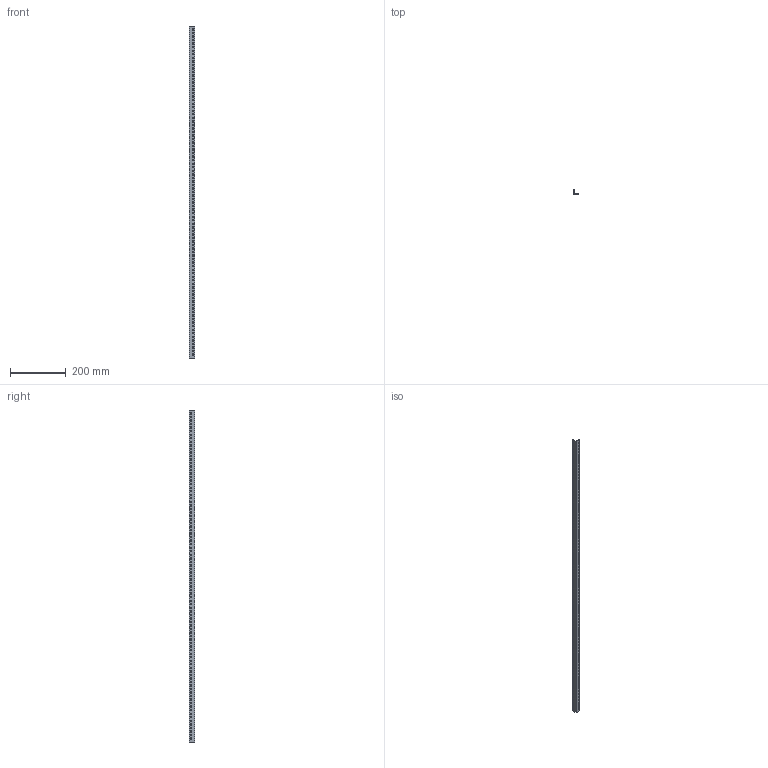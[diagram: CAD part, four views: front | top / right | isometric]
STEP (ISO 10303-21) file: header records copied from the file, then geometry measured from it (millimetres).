
FILE_DESCRIPTION (( 'STEP AP214' ), '1' );
FILE_NAME ('REV-21-3207.STEP', '2024-07-25T18:31:58', ( '' ), ( '' ), 'SwSTEP 2.0', 'SolidWorks 2022', '' );
FILE_SCHEMA (( 'AUTOMOTIVE_DESIGN' ));
Length unit declared in the file: inch
Products named in the file (1): REV-21-3207
Bounding box: 18.8 x 18.8 x 1193.8 mm (x, y, z)
Volume: 118855.8 mm3; surface area: 91945.3 mm2
Topology: 1 solids, 1 shells, 380 faces, 1134 edges, 756 vertices
Faces by surface type: cylinder 372, plane 8
Entity records: 14026 total; most frequent: DIRECTION 2640, CARTESIAN_POINT 2271, ORIENTED_EDGE 2268, EDGE_CURVE 1134, AXIS2_PLACEMENT_3D 1125, VERTEX_POINT 756, EDGE_LOOP 752, CIRCLE 744
